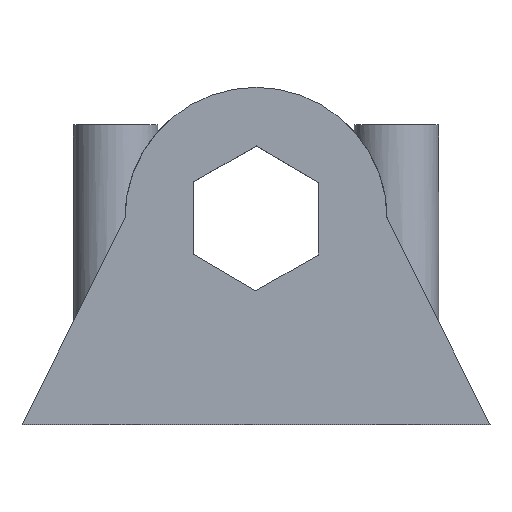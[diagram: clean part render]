
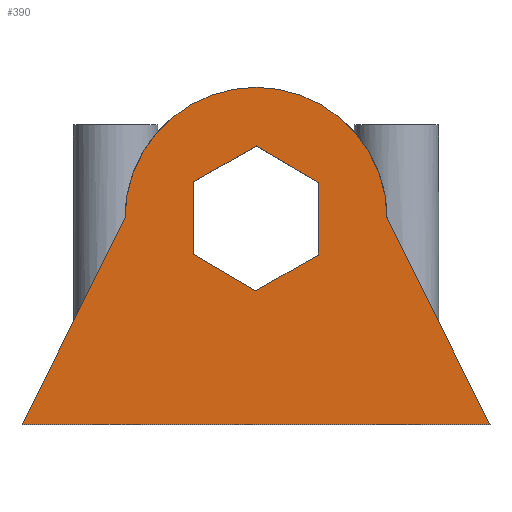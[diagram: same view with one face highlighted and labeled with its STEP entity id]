
A CAD part, top view. The second image highlights one B-rep face of the part: STEP entity #390.
In plain terms, the highlighted planar face has unit normal (0, 0, 1).
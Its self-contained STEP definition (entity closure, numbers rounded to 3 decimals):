
#32=FACE_BOUND('',#76,.T.);
#40=CIRCLE('',#428,14.);
#53=FACE_OUTER_BOUND('',#75,.T.);
#75=EDGE_LOOP('',(#270,#271,#272,#273));
#76=EDGE_LOOP('',(#274,#275,#276,#277,#278,#279));
#104=LINE('',#585,#140);
#108=LINE('',#596,#144);
#109=LINE('',#598,#145);
#110=LINE('',#599,#146);
#111=LINE('',#601,#147);
#112=LINE('',#603,#148);
#113=LINE('',#605,#149);
#114=LINE('',#607,#150);
#115=LINE('',#608,#151);
#140=VECTOR('',#470,10.);
#144=VECTOR('',#478,10.);
#145=VECTOR('',#479,10.);
#146=VECTOR('',#480,10.);
#147=VECTOR('',#481,10.);
#148=VECTOR('',#482,10.);
#149=VECTOR('',#483,10.);
#150=VECTOR('',#484,10.);
#151=VECTOR('',#485,10.);
#176=VERTEX_POINT('',#583);
#177=VERTEX_POINT('',#584);
#180=VERTEX_POINT('',#592);
#181=VERTEX_POINT('',#593);
#182=VERTEX_POINT('',#595);
#183=VERTEX_POINT('',#597);
#184=VERTEX_POINT('',#600);
#185=VERTEX_POINT('',#602);
#186=VERTEX_POINT('',#604);
#187=VERTEX_POINT('',#606);
#212=EDGE_CURVE('',#176,#177,#104,.T.);
#216=EDGE_CURVE('',#180,#181,#40,.T.);
#217=EDGE_CURVE('',#180,#182,#108,.T.);
#218=EDGE_CURVE('',#183,#182,#109,.T.);
#219=EDGE_CURVE('',#181,#183,#110,.T.);
#220=EDGE_CURVE('',#177,#184,#111,.T.);
#221=EDGE_CURVE('',#184,#185,#112,.T.);
#222=EDGE_CURVE('',#185,#186,#113,.T.);
#223=EDGE_CURVE('',#186,#187,#114,.T.);
#224=EDGE_CURVE('',#187,#176,#115,.T.);
#270=ORIENTED_EDGE('',*,*,#216,.F.);
#271=ORIENTED_EDGE('',*,*,#217,.T.);
#272=ORIENTED_EDGE('',*,*,#218,.F.);
#273=ORIENTED_EDGE('',*,*,#219,.F.);
#274=ORIENTED_EDGE('',*,*,#220,.T.);
#275=ORIENTED_EDGE('',*,*,#221,.T.);
#276=ORIENTED_EDGE('',*,*,#222,.T.);
#277=ORIENTED_EDGE('',*,*,#223,.T.);
#278=ORIENTED_EDGE('',*,*,#224,.T.);
#279=ORIENTED_EDGE('',*,*,#212,.T.);
#375=PLANE('',#427);
#390=ADVANCED_FACE('',(#53,#32),#375,.F.);
#427=AXIS2_PLACEMENT_3D('',#591,#474,#475);
#428=AXIS2_PLACEMENT_3D('',#594,#476,#477);
#470=DIRECTION('',(-0.006,-1.,0.));
#474=DIRECTION('center_axis',(0.,0.,
-1.));
#475=DIRECTION('ref_axis',(1.,0.,0.));
#476=DIRECTION('center_axis',(0.,0.,
-1.));
#477=DIRECTION('ref_axis',(1.,0.,0.));
#478=DIRECTION('',(-0.447,-0.894,0.));
#479=DIRECTION('',(-1.,0.,0.));
#480=DIRECTION('',(0.447,-0.894,0.));
#481=DIRECTION('',(-0.869,-0.495,0.));
#482=DIRECTION('',(-0.863,0.505,0.));
#483=DIRECTION('',(0.006,1.,0.));
#484=DIRECTION('',(0.869,0.495,0.));
#485=DIRECTION('',(0.863,-0.505,0.));
#583=CARTESIAN_POINT('',(81.724,81.826,61.5));
#584=CARTESIAN_POINT('',(81.675,74.089,61.5));
#585=CARTESIAN_POINT('',(81.678,74.573,61.5));
#591=CARTESIAN_POINT('Origin',(75.,74.,61.5));
#592=CARTESIAN_POINT('',(61.,78.,61.5));
#593=CARTESIAN_POINT('',(89.,78.,61.5));
#594=CARTESIAN_POINT('Origin',(75.,78.,61.5));
#595=CARTESIAN_POINT('',(50.,56.,61.5));
#596=CARTESIAN_POINT('',(61.,78.,61.5));
#597=CARTESIAN_POINT('',(100.,56.,61.5));
#598=CARTESIAN_POINT('',(100.,56.,61.5));
#599=CARTESIAN_POINT('',(89.,78.,61.5));
#600=CARTESIAN_POINT('',(74.951,70.264,61.5));
#601=CARTESIAN_POINT('',(76.25,71.003,61.5));
#602=CARTESIAN_POINT('',(68.276,74.174,61.5));
#603=CARTESIAN_POINT('',(74.155,70.73,61.5));
#604=CARTESIAN_POINT('',(68.325,81.911,61.5));
#605=CARTESIAN_POINT('',(68.275,74.108,61.5));
#606=CARTESIAN_POINT('',(75.049,85.736,61.5));
#607=CARTESIAN_POINT('',(72.031,84.019,61.5));
#608=CARTESIAN_POINT('',(77.59,84.248,61.5));
